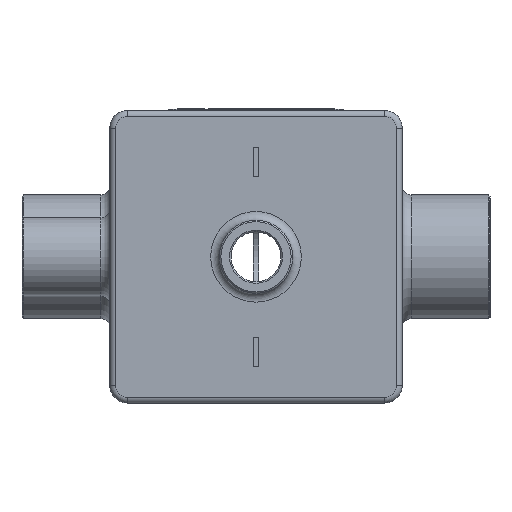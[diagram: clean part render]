
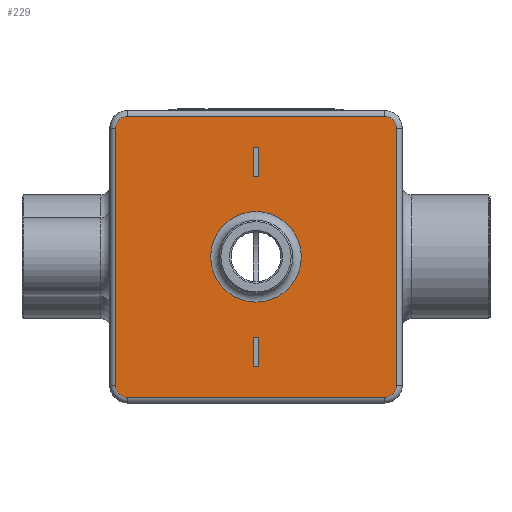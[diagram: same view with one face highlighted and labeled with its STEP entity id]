
A CAD part, front view. The second image highlights one B-rep face of the part: STEP entity #229.
In plain terms, the highlighted planar face has unit normal (0, -1, 0).
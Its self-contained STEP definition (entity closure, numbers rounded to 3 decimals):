
#229=ADVANCED_FACE('',(#5977,#5979,#5981,#5983),#5985,.T.);
#5977=FACE_BOUND('',#5978,.T.);
#5978=EDGE_LOOP('',(#12554,#12555,#12556,#12557,#12558,#12559,#12560,#12561));
#5979=FACE_BOUND('',#5980,.T.);
#5980=EDGE_LOOP('',(#12562,#12563,#12564,#12565));
#5981=FACE_BOUND('',#5982,.T.);
#5982=EDGE_LOOP('',(#12566,#12567,#12568,#12569));
#5983=FACE_BOUND('',#5984,.T.);
#5984=EDGE_LOOP('',(#12570));
#5985=PLANE('',#5986);
#5986=AXIS2_PLACEMENT_3D('',#5987,#5988,#5989);
#5987=CARTESIAN_POINT('',(-2.5,-3.,-2.5));
#5988=DIRECTION('',(0.,-1.,0.));
#5989=DIRECTION('',(1.,0.,0.));
#12554=ORIENTED_EDGE('',*,*,#15504,.T.);
#12555=ORIENTED_EDGE('',*,*,#15540,.T.);
#12556=ORIENTED_EDGE('',*,*,#15541,.T.);
#12557=ORIENTED_EDGE('',*,*,#15542,.T.);
#12558=ORIENTED_EDGE('',*,*,#15543,.T.);
#12559=ORIENTED_EDGE('',*,*,#15544,.T.);
#12560=ORIENTED_EDGE('',*,*,#15545,.T.);
#12561=ORIENTED_EDGE('',*,*,#15526,.T.);
#12562=ORIENTED_EDGE('',*,*,#15546,.T.);
#12563=ORIENTED_EDGE('',*,*,#15547,.T.);
#12564=ORIENTED_EDGE('',*,*,#15548,.T.);
#12565=ORIENTED_EDGE('',*,*,#15549,.T.);
#12566=ORIENTED_EDGE('',*,*,#15550,.T.);
#12567=ORIENTED_EDGE('',*,*,#15551,.T.);
#12568=ORIENTED_EDGE('',*,*,#15552,.T.);
#12569=ORIENTED_EDGE('',*,*,#15553,.T.);
#12570=ORIENTED_EDGE('',*,*,#15554,.F.);
#15504=EDGE_CURVE('',#17029,#17027,#17030,.T.);
#15526=EDGE_CURVE('',#17070,#17029,#17071,.T.);
#15540=EDGE_CURVE('',#17027,#17092,#17094,.T.);
#15541=EDGE_CURVE('',#17092,#17095,#17096,.T.);
#15542=EDGE_CURVE('',#17095,#17097,#17098,.T.);
#15543=EDGE_CURVE('',#17097,#17099,#17100,.T.);
#15544=EDGE_CURVE('',#17099,#17101,#17102,.T.);
#15545=EDGE_CURVE('',#17101,#17070,#17103,.T.);
#15546=EDGE_CURVE('',#17104,#17105,#17106,.F.);
#15547=EDGE_CURVE('',#17105,#17107,#17108,.T.);
#15548=EDGE_CURVE('',#17107,#17109,#17110,.T.);
#15549=EDGE_CURVE('',#17109,#17104,#17111,.T.);
#15550=EDGE_CURVE('',#17112,#17113,#17114,.F.);
#15551=EDGE_CURVE('',#17113,#17115,#17116,.T.);
#15552=EDGE_CURVE('',#17115,#17117,#17118,.T.);
#15553=EDGE_CURVE('',#17117,#17112,#17119,.T.);
#15554=EDGE_CURVE('',#17120,#17120,#17121,.T.);
#17027=VERTEX_POINT('',#19761);
#17029=VERTEX_POINT('',#19766);
#17030=LINE('',#19767,#19768);
#17070=VERTEX_POINT('',#19865);
#17071=CIRCLE('',#19866,4.);
#17092=VERTEX_POINT('',#19920);
#17094=CIRCLE('',#19925,4.);
#17095=VERTEX_POINT('',#19929);
#17096=LINE('',#19930,#19931);
#17097=VERTEX_POINT('',#19933);
#17098=CIRCLE('',#19934,4.);
#17099=VERTEX_POINT('',#19938);
#17100=LINE('',#19939,#19940);
#17101=VERTEX_POINT('',#19942);
#17102=CIRCLE('',#19943,4.);
#17103=LINE('',#19947,#19948);
#17104=VERTEX_POINT('',#19950);
#17105=VERTEX_POINT('',#19951);
#17106=LINE('',#19952,#19953);
#17107=VERTEX_POINT('',#19955);
#17108=LINE('',#19956,#19957);
#17109=VERTEX_POINT('',#19959);
#17110=LINE('',#19960,#19961);
#17111=LINE('',#19963,#19964);
#17112=VERTEX_POINT('',#19966);
#17113=VERTEX_POINT('',#19967);
#17114=LINE('',#19968,#19969);
#17115=VERTEX_POINT('',#19971);
#17116=LINE('',#19972,#19973);
#17117=VERTEX_POINT('',#19975);
#17118=LINE('',#19976,#19977);
#17119=LINE('',#19979,#19980);
#17120=VERTEX_POINT('',#19982);
#17121=CIRCLE('',#19983,15.5);
#19761=CARTESIAN_POINT('',(-38.,-3.,-34.));
#19766=CARTESIAN_POINT('',(-38.,-3.,54.));
#19767=CARTESIAN_POINT('',(-38.,-3.,54.));
#19768=VECTOR('',#19769,1.);
#19769=DIRECTION('',(0.,0.,-1.));
#19865=CARTESIAN_POINT('',(-34.,-3.,58.));
#19866=AXIS2_PLACEMENT_3D('',#19867,#19868,#19869);
#19867=CARTESIAN_POINT('',(-34.,-3.,54.));
#19868=DIRECTION('',(0.,-1.,0.));
#19869=DIRECTION('',(0.,0.,1.));
#19920=CARTESIAN_POINT('',(-34.,-3.,-38.));
#19925=AXIS2_PLACEMENT_3D('',#19926,#19927,#19928);
#19926=CARTESIAN_POINT('',(-34.,-3.,-34.));
#19927=DIRECTION('',(0.,-1.,0.));
#19928=DIRECTION('',(-1.,0.,0.));
#19929=CARTESIAN_POINT('',(54.,-3.,-38.));
#19930=CARTESIAN_POINT('',(-34.,-3.,-38.));
#19931=VECTOR('',#19932,1.);
#19932=DIRECTION('',(1.,0.,0.));
#19933=CARTESIAN_POINT('',(58.,-3.,-34.));
#19934=AXIS2_PLACEMENT_3D('',#19935,#19936,#19937);
#19935=CARTESIAN_POINT('',(54.,-3.,-34.));
#19936=DIRECTION('',(0.,-1.,0.));
#19937=DIRECTION('',(0.,0.,-1.));
#19938=CARTESIAN_POINT('',(58.,-3.,54.));
#19939=CARTESIAN_POINT('',(58.,-3.,-34.));
#19940=VECTOR('',#19941,1.);
#19941=DIRECTION('',(0.,0.,1.));
#19942=CARTESIAN_POINT('',(54.,-3.,58.));
#19943=AXIS2_PLACEMENT_3D('',#19944,#19945,#19946);
#19944=CARTESIAN_POINT('',(54.,-3.,54.));
#19945=DIRECTION('',(0.,-1.,0.));
#19946=DIRECTION('',(1.,0.,0.));
#19947=CARTESIAN_POINT('',(54.,-3.,58.));
#19948=VECTOR('',#19949,1.);
#19949=DIRECTION('',(-1.,0.,0.));
#19950=CARTESIAN_POINT('',(11.,-3.,-17.5));
#19951=CARTESIAN_POINT('',(11.,-3.,-27.5));
#19952=CARTESIAN_POINT('',(11.,-3.,-27.5));
#19953=VECTOR('',#19954,1.);
#19954=DIRECTION('',(0.,0.,1.));
#19955=CARTESIAN_POINT('',(9.,-3.,-27.5));
#19956=CARTESIAN_POINT('',(11.,-3.,-27.5));
#19957=VECTOR('',#19958,1.);
#19958=DIRECTION('',(-1.,0.,0.));
#19959=CARTESIAN_POINT('',(9.,-3.,-17.5));
#19960=CARTESIAN_POINT('',(9.,-3.,-27.5));
#19961=VECTOR('',#19962,1.);
#19962=DIRECTION('',(0.,0.,1.));
#19963=CARTESIAN_POINT('',(9.,-3.,-17.5));
#19964=VECTOR('',#19965,1.);
#19965=DIRECTION('',(1.,0.,0.));
#19966=CARTESIAN_POINT('',(11.,-3.,47.5));
#19967=CARTESIAN_POINT('',(11.,-3.,37.5));
#19968=CARTESIAN_POINT('',(11.,-3.,37.5));
#19969=VECTOR('',#19970,1.);
#19970=DIRECTION('',(0.,0.,1.));
#19971=CARTESIAN_POINT('',(9.,-3.,37.5));
#19972=CARTESIAN_POINT('',(11.,-3.,37.5));
#19973=VECTOR('',#19974,1.);
#19974=DIRECTION('',(-1.,0.,0.));
#19975=CARTESIAN_POINT('',(9.,-3.,47.5));
#19976=CARTESIAN_POINT('',(9.,-3.,37.5));
#19977=VECTOR('',#19978,1.);
#19978=DIRECTION('',(0.,0.,1.));
#19979=CARTESIAN_POINT('',(9.,-3.,47.5));
#19980=VECTOR('',#19981,1.);
#19981=DIRECTION('',(1.,0.,0.));
#19982=CARTESIAN_POINT('',(10.,-3.,-5.5));
#19983=AXIS2_PLACEMENT_3D('',#19984,#19985,#19986);
#19984=CARTESIAN_POINT('',(10.,-3.,10.));
#19985=DIRECTION('',(0.,-1.,0.));
#19986=DIRECTION('',(0.,0.,-1.));
